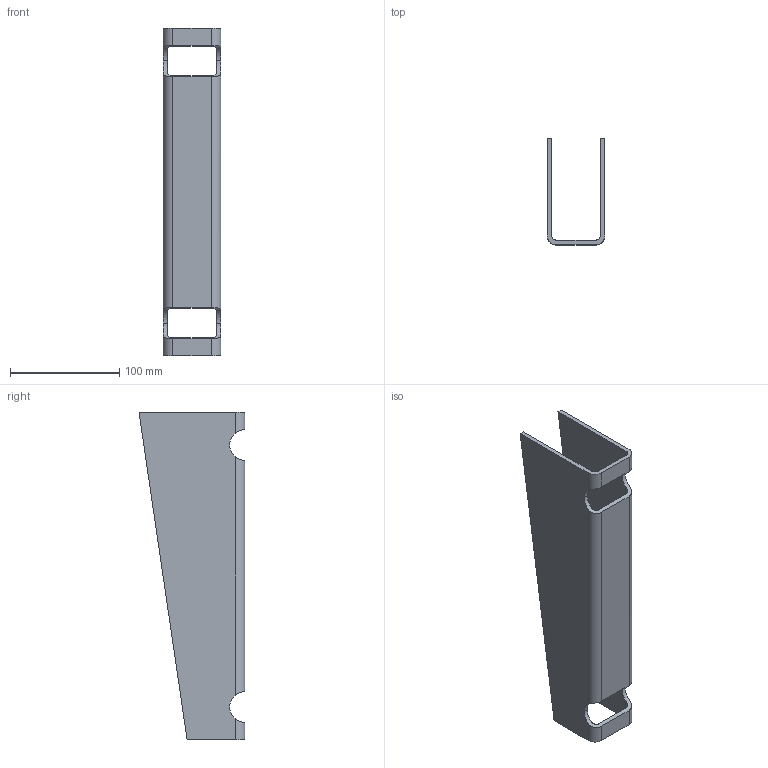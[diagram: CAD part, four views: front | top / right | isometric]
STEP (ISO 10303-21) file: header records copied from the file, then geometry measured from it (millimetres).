
FILE_DESCRIPTION(('CATIA V5 STEP Exchange'),'2;1');
FILE_NAME('EL_21001 (Accumalor Front Equipment).stp','2024-02-15T14:15:09+00:00',('none'),('none'),'CATIA Version 5 Release 19 SP 2 (IN-10)','CATIA V5 STEP AP203','none');
FILE_SCHEMA(('CONFIG_CONTROL_DESIGN'));
Length unit declared in the file: millimetre
Products named in the file (1): EL_21001 (Accumalor Front Equipment)
Bounding box: 53 x 97 x 300 mm (x, y, z)
Volume: 213276.3 mm3; surface area: 111939.7 mm2
Topology: 1 solids, 1 shells, 30 faces, 96 edges, 64 vertices
Faces by surface type: cylinder 16, plane 14
Entity records: 1135 total; most frequent: CARTESIAN_POINT 328, ORIENTED_EDGE 192, DIRECTION 110, EDGE_CURVE 96, VERTEX_POINT 64, VECTOR 56, LINE 56, AXIS2_PLACEMENT_3D 40
